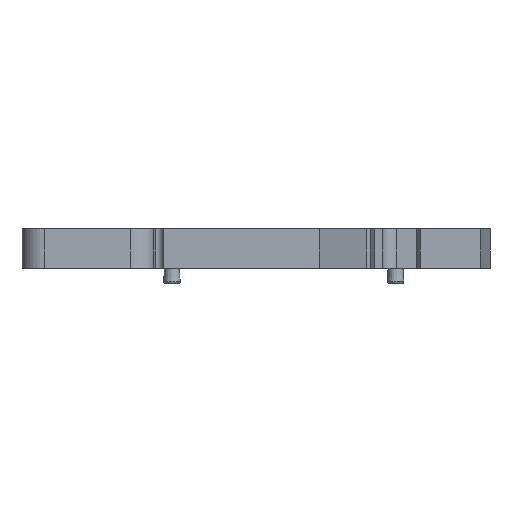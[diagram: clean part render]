
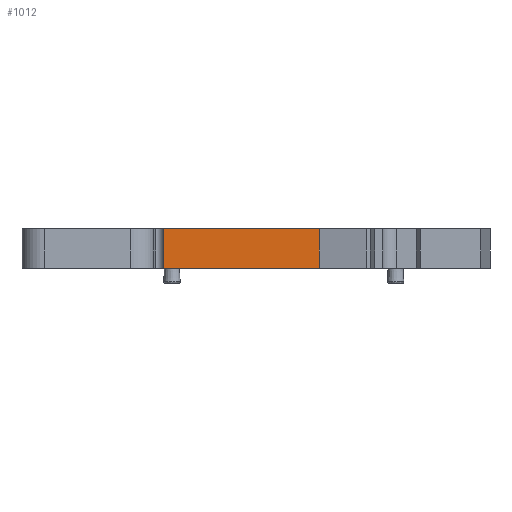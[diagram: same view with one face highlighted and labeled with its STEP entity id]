
A CAD part, front view. The second image highlights one B-rep face of the part: STEP entity #1012.
In plain terms, the highlighted planar face has unit normal (0, -1, 0).
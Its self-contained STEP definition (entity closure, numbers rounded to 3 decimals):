
#106 = CARTESIAN_POINT ( 'NONE',  ( 6.1, 5., 5. ) ) ;
#632 = VECTOR ( 'NONE', #5642, 1000. ) ;
#1012 = ADVANCED_FACE ( 'NONE', ( #5137 ), #9175, .F. ) ;
#1045 = LINE ( 'NONE', #3089, #3227 ) ;
#1284 = CARTESIAN_POINT ( 'NONE',  ( 25.7, 5., 5. ) ) ;
#1625 = VECTOR ( 'NONE', #10243, 1000. ) ;
#1702 = DIRECTION ( 'NONE',  ( 0., 0., -1. ) ) ;
#1882 = VERTEX_POINT ( 'NONE', #106 ) ;
#2763 = CARTESIAN_POINT ( 'NONE',  ( 0., 5., 5. ) ) ;
#3089 = CARTESIAN_POINT ( 'NONE',  ( 6.1, 5., 0. ) ) ;
#3227 = VECTOR ( 'NONE', #8681, 1000. ) ;
#3370 = VERTEX_POINT ( 'NONE', #1284 ) ;
#3612 = CARTESIAN_POINT ( 'NONE',  ( 6.1, 5., 5. ) ) ;
#3720 = CARTESIAN_POINT ( 'NONE',  ( 6.1, 5., 5. ) ) ;
#4174 = CARTESIAN_POINT ( 'NONE',  ( 25.7, 5., 0. ) ) ;
#4233 = EDGE_CURVE ( 'NONE', #5252, #1882, #5621, .T. ) ;
#4561 = DIRECTION ( 'NONE',  ( 0., 1., 0. ) ) ;
#5137 = FACE_OUTER_BOUND ( 'NONE', #6488, .T. ) ;
#5233 = ORIENTED_EDGE ( 'NONE', *, *, #9351, .T. ) ;
#5252 = VERTEX_POINT ( 'NONE', #9732 ) ;
#5426 = CARTESIAN_POINT ( 'NONE',  ( 25.7, 5., -9.804 ) ) ;
#5493 = ORIENTED_EDGE ( 'NONE', *, *, #9952, .F. ) ;
#5621 = LINE ( 'NONE', #3720, #632 ) ;
#5642 = DIRECTION ( 'NONE',  ( 0., 0., 1. ) ) ;
#5715 = ORIENTED_EDGE ( 'NONE', *, *, #4233, .F. ) ;
#6488 = EDGE_LOOP ( 'NONE', ( #5493, #11476, #5715, #5233 ) ) ;
#6803 = EDGE_CURVE ( 'NONE', #1882, #3370, #9051, .T. ) ;
#8204 = AXIS2_PLACEMENT_3D ( 'NONE', #3612, #4561, #11068 ) ;
#8612 = VECTOR ( 'NONE', #1702, 1000. ) ;
#8681 = DIRECTION ( 'NONE',  ( 1., 0., 0. ) ) ;
#9051 = LINE ( 'NONE', #2763, #1625 ) ;
#9175 = PLANE ( 'NONE',  #8204 ) ;
#9351 = EDGE_CURVE ( 'NONE', #5252, #10288, #1045, .T. ) ;
#9732 = CARTESIAN_POINT ( 'NONE',  ( 6.1, 5., 0. ) ) ;
#9952 = EDGE_CURVE ( 'NONE', #3370, #10288, #11083, .T. ) ;
#10243 = DIRECTION ( 'NONE',  ( 1., 0., 0. ) ) ;
#10288 = VERTEX_POINT ( 'NONE', #4174 ) ;
#11068 = DIRECTION ( 'NONE',  ( 0., 0., 1. ) ) ;
#11083 = LINE ( 'NONE', #5426, #8612 ) ;
#11476 = ORIENTED_EDGE ( 'NONE', *, *, #6803, .F. ) ;
